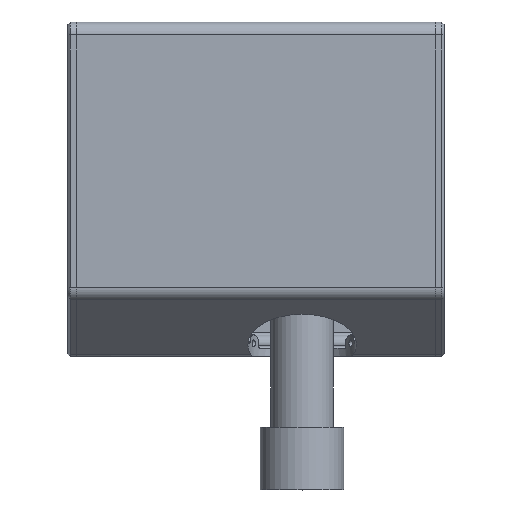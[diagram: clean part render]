
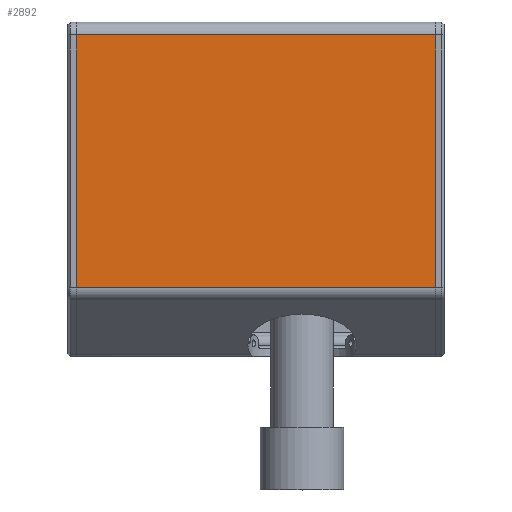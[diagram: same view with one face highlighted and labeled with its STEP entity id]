
A CAD part, top view. The second image highlights one B-rep face of the part: STEP entity #2892.
In plain terms, the highlighted planar face has unit normal (0, 0, 1).
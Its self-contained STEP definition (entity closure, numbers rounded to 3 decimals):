
#67=PLANE('',#3147);
#223=FACE_OUTER_BOUND('',#395,.T.);
#395=EDGE_LOOP('',(#2158,#2159,#2160,#2161));
#600=LINE('',#4643,#848);
#608=LINE('',#4682,#856);
#618=LINE('',#4709,#866);
#619=LINE('',#4711,#867);
#848=VECTOR('',#3565,10.);
#856=VECTOR('',#3607,10.);
#866=VECTOR('',#3639,10.);
#867=VECTOR('',#3642,10.);
#1296=VERTEX_POINT('',#4641);
#1297=VERTEX_POINT('',#4642);
#1311=VERTEX_POINT('',#4681);
#1317=VERTEX_POINT('',#4707);
#1600=EDGE_CURVE('',#1296,#1297,#600,.T.);
#1620=EDGE_CURVE('',#1311,#1297,#608,.T.);
#1634=EDGE_CURVE('',#1296,#1317,#618,.T.);
#1635=EDGE_CURVE('',#1311,#1317,#619,.T.);
#2158=ORIENTED_EDGE('',*,*,#1634,.T.);
#2159=ORIENTED_EDGE('',*,*,#1635,.F.);
#2160=ORIENTED_EDGE('',*,*,#1620,.T.);
#2161=ORIENTED_EDGE('',*,*,#1600,.F.);
#2892=ADVANCED_FACE('',(#223),#67,.T.);
#3147=AXIS2_PLACEMENT_3D('',#4710,#3640,#3641);
#3565=DIRECTION('',(0.,1.,0.));
#3607=DIRECTION('',(-1.,0.,0.));
#3639=DIRECTION('',(1.,0.,0.));
#3640=DIRECTION('center_axis',(0.,0.,1.));
#3641=DIRECTION('ref_axis',(0.,-1.,0.));
#3642=DIRECTION('',(0.,-1.,0.));
#4641=CARTESIAN_POINT('',(-43.,16.333,49.01));
#4642=CARTESIAN_POINT('',(-43.,76.905,49.01));
#4643=CARTESIAN_POINT('',(-43.,80.01,49.01));
#4681=CARTESIAN_POINT('',(43.,76.905,49.01));
#4682=CARTESIAN_POINT('',(0.,76.905,49.01));
#4707=CARTESIAN_POINT('',(43.,16.333,49.01));
#4709=CARTESIAN_POINT('',(0.,16.333,49.01));
#4710=CARTESIAN_POINT('Origin',(0.,76.905,49.01));
#4711=CARTESIAN_POINT('',(43.,80.01,49.01));
